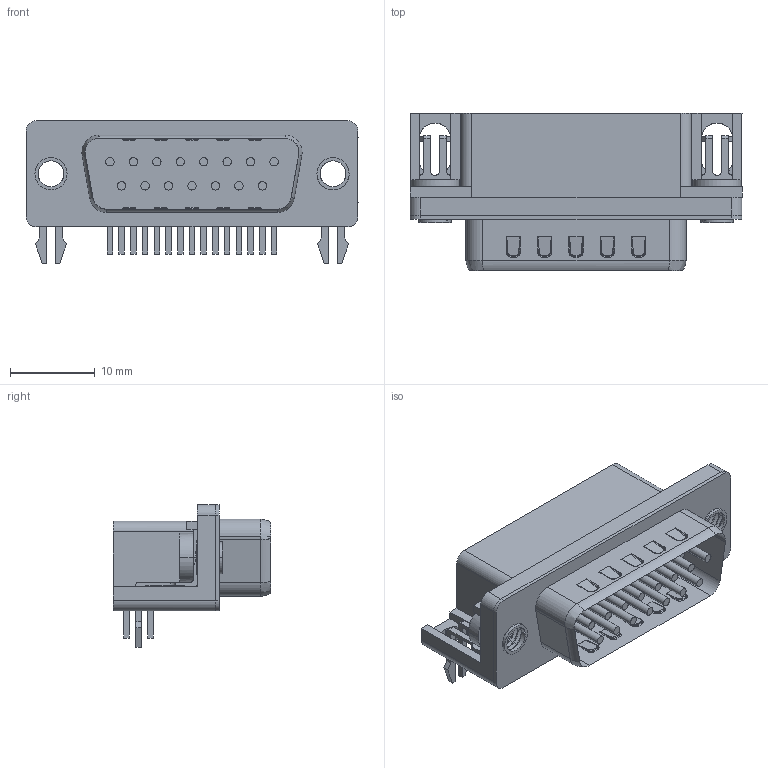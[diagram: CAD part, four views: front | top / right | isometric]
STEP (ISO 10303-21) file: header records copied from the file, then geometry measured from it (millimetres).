
FILE_DESCRIPTION(('CATIA V5 STEP Exchange','CAx-IF Rec.Pracs.--- Model Styling and Organization---1.4--- 2014-01-23'),'2;1');
FILE_NAME ('1213832-2_0', '2020-12-08T16:22:51+00:00', ('none'), ('Weidmueller'), 'CATIA Version 5-6 Release 2016 SP3 HF44', 'CATIA V5 STEP AP214', 'none');
FILE_SCHEMA(('AUTOMOTIVE_DESIGN { 1 0 10303 214 1 1 1 1 }'));
Length unit declared in the file: millimetre
Products named in the file (1): 2724060000
Bounding box: 39.2 x 18.6 x 16.85 mm (x, y, z)
Volume: 4468.2 mm3; surface area: 7273.7 mm2
Topology: 26 solids, 27 shells, 1098 faces, 2572 edges, 1562 vertices
Faces by surface type: bspline 402, plane 356, cylinder 300, torus 40
Entity records: 33077 total; most frequent: CARTESIAN_POINT 12770, ORIENTED_EDGE 5144, DIRECTION 2822, EDGE_CURVE 2572, VERTEX_POINT 1562, EDGE_LOOP 1152, ADVANCED_FACE 1098, FACE_OUTER_BOUND 1098
